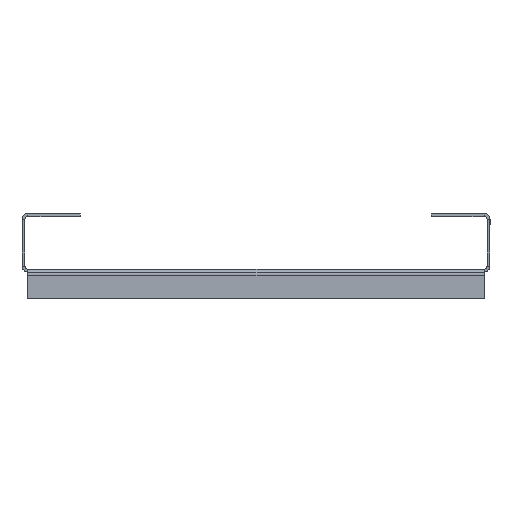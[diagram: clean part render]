
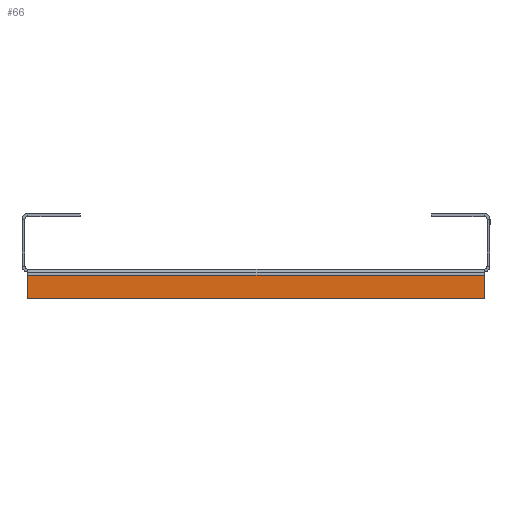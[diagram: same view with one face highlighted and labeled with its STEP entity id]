
A CAD part, left-side view. The second image highlights one B-rep face of the part: STEP entity #66.
In plain terms, the highlighted planar face has unit normal (-1, 0, 0).
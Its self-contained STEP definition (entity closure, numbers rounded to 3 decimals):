
#11 = CARTESIAN_POINT ( 'NONE',  ( 0., 156., 0. ) ) ;
#22 = DIRECTION ( 'NONE',  ( 0., 0., -1. ) ) ;
#52 = CARTESIAN_POINT ( 'NONE',  ( 0., 156., -10. ) ) ;
#56 = CARTESIAN_POINT ( 'NONE',  ( 0., 156., -2. ) ) ;
#66 = ADVANCED_FACE ( 'NONE', ( #711 ), #1057, .F. ) ;
#106 = VECTOR ( 'NONE', #800, 1000. ) ;
#109 = VECTOR ( 'NONE', #22, 1000. ) ;
#170 = DIRECTION ( 'NONE',  ( 1., 0., 0. ) ) ;
#326 = LINE ( 'NONE', #1690, #827 ) ;
#624 = CARTESIAN_POINT ( 'NONE',  ( 0., 0., -10. ) ) ;
#665 = VERTEX_POINT ( 'NONE', #624 ) ;
#711 = FACE_OUTER_BOUND ( 'NONE', #834, .T. ) ;
#791 = EDGE_CURVE ( 'NONE', #665, #1395, #326, .T. ) ;
#800 = DIRECTION ( 'NONE',  ( 0., -1., 0. ) ) ;
#827 = VECTOR ( 'NONE', #1192, 1000. ) ;
#834 = EDGE_LOOP ( 'NONE', ( #1504, #926, #2164, #1332 ) ) ;
#844 = CARTESIAN_POINT ( 'NONE',  ( 0., 0., -10. ) ) ;
#891 = VERTEX_POINT ( 'NONE', #52 ) ;
#926 = ORIENTED_EDGE ( 'NONE', *, *, #1260, .T. ) ;
#956 = LINE ( 'NONE', #1095, #106 ) ;
#1057 = PLANE ( 'NONE',  #1873 ) ;
#1079 = EDGE_CURVE ( 'NONE', #1578, #1395, #956, .T. ) ;
#1095 = CARTESIAN_POINT ( 'NONE',  ( 0., 0., -2. ) ) ;
#1172 = CARTESIAN_POINT ( 'NONE',  ( 0., 0., -2. ) ) ;
#1185 = EDGE_CURVE ( 'NONE', #891, #665, #2029, .T. ) ;
#1188 = VECTOR ( 'NONE', #1836, 1000. ) ;
#1192 = DIRECTION ( 'NONE',  ( 0., 0., 1. ) ) ;
#1260 = EDGE_CURVE ( 'NONE', #1578, #891, #1576, .T. ) ;
#1332 = ORIENTED_EDGE ( 'NONE', *, *, #791, .T. ) ;
#1395 = VERTEX_POINT ( 'NONE', #1172 ) ;
#1504 = ORIENTED_EDGE ( 'NONE', *, *, #1079, .F. ) ;
#1540 = DIRECTION ( 'NONE',  ( 0., 0., -1. ) ) ;
#1576 = LINE ( 'NONE', #11, #109 ) ;
#1578 = VERTEX_POINT ( 'NONE', #56 ) ;
#1690 = CARTESIAN_POINT ( 'NONE',  ( 0., 0., 0. ) ) ;
#1836 = DIRECTION ( 'NONE',  ( 0., -1., 0. ) ) ;
#1873 = AXIS2_PLACEMENT_3D ( 'NONE', #2230, #170, #1540 ) ;
#2029 = LINE ( 'NONE', #844, #1188 ) ;
#2164 = ORIENTED_EDGE ( 'NONE', *, *, #1185, .T. ) ;
#2230 = CARTESIAN_POINT ( 'NONE',  ( 0., 0., 0. ) ) ;
